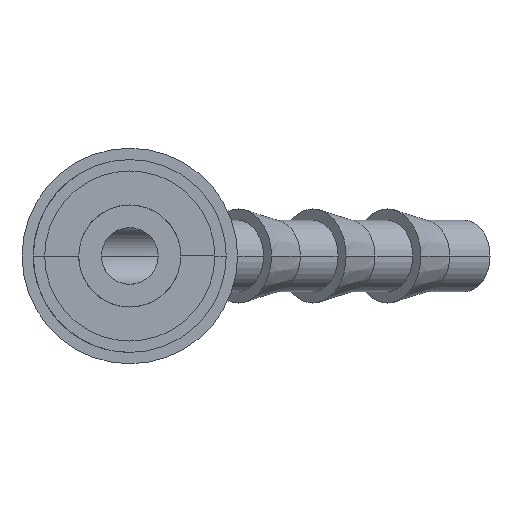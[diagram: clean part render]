
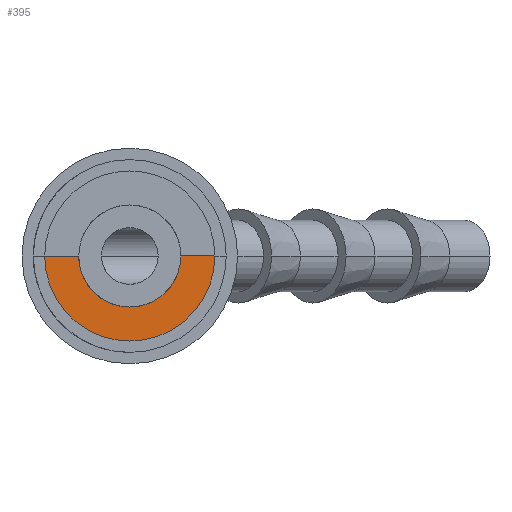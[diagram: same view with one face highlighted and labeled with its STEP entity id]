
A CAD part, left-side view. The second image highlights one B-rep face of the part: STEP entity #395.
In plain terms, the highlighted conical face has half-angle 89.961 degrees and reference radius 7.5 mm.
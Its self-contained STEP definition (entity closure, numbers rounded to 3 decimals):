
#41 = CARTESIAN_POINT ( 'NONE',  ( 0.006, -4.5, -0.589 ) ) ;
#152 = DIRECTION ( 'NONE',  ( 0.001, -1., 0. ) ) ;
#303 = DIRECTION ( 'NONE',  ( -1., -0.001, 0. ) ) ;
#387 = CARTESIAN_POINT ( 'NONE',  ( 0.001, 3.599, -2.765 ) ) ;
#395 = ADVANCED_FACE ( 'NONE', ( #1752 ), #5667, .T. ) ;
#466 = VERTEX_POINT ( 'NONE', #6937 ) ;
#639 = VERTEX_POINT ( 'NONE', #2634 ) ;
#692 = CARTESIAN_POINT ( 'NONE',  ( 0.006, -3.932, -2.266 ) ) ;
#765 = CARTESIAN_POINT ( 'NONE',  ( 0.001, 2.765, -3.599 ) ) ;
#815 = CARTESIAN_POINT ( 'NONE',  ( 0.005, -2.266, -3.932 ) ) ;
#1058 = CARTESIAN_POINT ( 'NONE',  ( 0.005, 0., 0. ) ) ;
#1197 = EDGE_LOOP ( 'NONE', ( #7446, #4259, #5431, #5712, #5922 ) ) ;
#1361 = EDGE_CURVE ( 'NONE', #6661, #5848, #4516, .T. ) ;
#1388 = CARTESIAN_POINT ( 'NONE',  ( 0.002, 1.178, -4.383 ) ) ;
#1468 = AXIS2_PLACEMENT_3D ( 'NONE', #1058, #5541, #2413 ) ;
#1473 = CARTESIAN_POINT ( 'NONE',  ( 0.005, -2.765, -3.598 ) ) ;
#1644 = CARTESIAN_POINT ( 'NONE',  ( 0.01, -7.5, 0. ) ) ;
#1702 = EDGE_CURVE ( 'NONE', #639, #6661, #4177, .T. ) ;
#1752 = FACE_OUTER_BOUND ( 'NONE', #1197, .T. ) ;
#2278 = CARTESIAN_POINT ( 'NONE',  ( 0., 4.383, -1.178 ) ) ;
#2413 = DIRECTION ( 'NONE',  ( -0.001, 1., 0. ) ) ;
#2619 = VECTOR ( 'NONE', #6515, 1000. ) ;
#2634 = CARTESIAN_POINT ( 'NONE',  ( 0., 4.5, 0. ) ) ;
#2811 = LINE ( 'NONE', #6550, #2619 ) ;
#3145 = B_SPLINE_CURVE_WITH_KNOTS ( 'NONE', 3,
 ( #5758, #41, #6940, #692, #6982, #1473, #815, #6451, #3982, #4563 ),
 .UNSPECIFIED., .F., .F.,
 ( 4, 2, 2, 2, 4 ),
 ( 0.5, 0.562, 0.625, 0.687, 0.75 ),
 .UNSPECIFIED. ) ;
#3437 = CARTESIAN_POINT ( 'NONE',  ( 0., 3.932, -2.266 ) ) ;
#3524 = CARTESIAN_POINT ( 'NONE',  ( 0., 7.5, 0. ) ) ;
#3771 = EDGE_CURVE ( 'NONE', #7861, #5848, #2811, .T. ) ;
#3808 = B_SPLINE_CURVE_WITH_KNOTS ( 'NONE', 3,
 ( #5166, #7012, #1388, #6404, #765, #387, #3437, #2278, #7316, #4203 ),
 .UNSPECIFIED., .F., .F.,
 ( 4, 2, 2, 2, 4 ),
 ( 0.75, 0.812, 0.875, 0.937, 1. ),
 .UNSPECIFIED. ) ;
#3859 = VECTOR ( 'NONE', #6685, 1000. ) ;
#3982 = CARTESIAN_POINT ( 'NONE',  ( 0.003, -0.589, -4.5 ) ) ;
#4177 = LINE ( 'NONE', #6805, #3859 ) ;
#4203 = CARTESIAN_POINT ( 'NONE',  ( 0., 4.5, 0. ) ) ;
#4259 = ORIENTED_EDGE ( 'NONE', *, *, #4321, .T. ) ;
#4321 = EDGE_CURVE ( 'NONE', #7861, #466, #3145, .T. ) ;
#4516 = CIRCLE ( 'NONE', #5555, 7.5 ) ;
#4563 = CARTESIAN_POINT ( 'NONE',  ( 0.002, 0., -4.5 ) ) ;
#5166 = CARTESIAN_POINT ( 'NONE',  ( 0.002, 0., -4.5 ) ) ;
#5431 = ORIENTED_EDGE ( 'NONE', *, *, #6820, .T. ) ;
#5541 = DIRECTION ( 'NONE',  ( 1., 0.001, 0. ) ) ;
#5555 = AXIS2_PLACEMENT_3D ( 'NONE', #6553, #303, #152 ) ;
#5667 = CONICAL_SURFACE ( 'NONE', #1468, 7.5, 1.57 ) ;
#5712 = ORIENTED_EDGE ( 'NONE', *, *, #1702, .T. ) ;
#5758 = CARTESIAN_POINT ( 'NONE',  ( 0.006, -4.5, 0. ) ) ;
#5848 = VERTEX_POINT ( 'NONE', #1644 ) ;
#5922 = ORIENTED_EDGE ( 'NONE', *, *, #1361, .T. ) ;
#6404 = CARTESIAN_POINT ( 'NONE',  ( 0.002, 2.266, -3.932 ) ) ;
#6451 = CARTESIAN_POINT ( 'NONE',  ( 0.004, -1.178, -4.383 ) ) ;
#6515 = DIRECTION ( 'NONE',  ( 0.001, -1., 0. ) ) ;
#6550 = CARTESIAN_POINT ( 'NONE',  ( 0.01, -7.5, 0. ) ) ;
#6553 = CARTESIAN_POINT ( 'NONE',  ( 0.005, 0., 0. ) ) ;
#6661 = VERTEX_POINT ( 'NONE', #3524 ) ;
#6685 = DIRECTION ( 'NONE',  ( 0., 1., 0. ) ) ;
#6805 = CARTESIAN_POINT ( 'NONE',  ( 0., 7.5, 0. ) ) ;
#6820 = EDGE_CURVE ( 'NONE', #466, #639, #3808, .T. ) ;
#6937 = CARTESIAN_POINT ( 'NONE',  ( 0.002, 0., -4.5 ) ) ;
#6940 = CARTESIAN_POINT ( 'NONE',  ( 0.006, -4.383, -1.178 ) ) ;
#6982 = CARTESIAN_POINT ( 'NONE',  ( 0.005, -3.598, -2.765 ) ) ;
#7012 = CARTESIAN_POINT ( 'NONE',  ( 0.003, 0.589, -4.5 ) ) ;
#7316 = CARTESIAN_POINT ( 'NONE',  ( 0., 4.5, -0.589 ) ) ;
#7446 = ORIENTED_EDGE ( 'NONE', *, *, #3771, .F. ) ;
#7861 = VERTEX_POINT ( 'NONE', #7985 ) ;
#7985 = CARTESIAN_POINT ( 'NONE',  ( 0.006, -4.5, 0. ) ) ;
